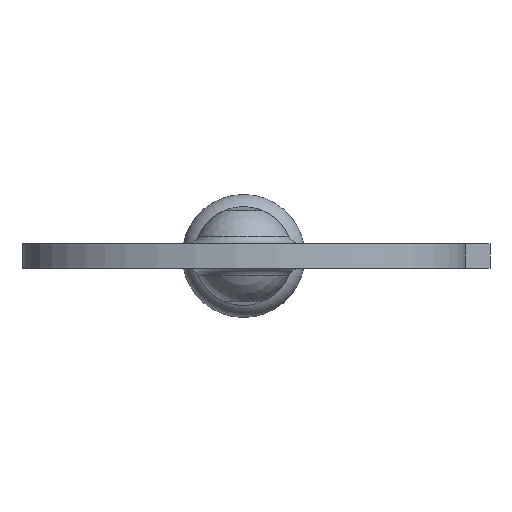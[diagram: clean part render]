
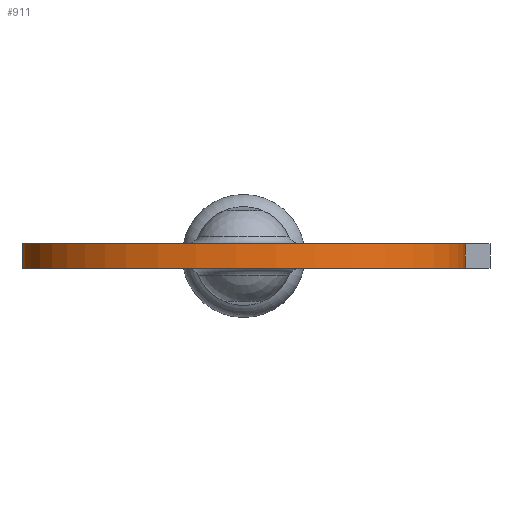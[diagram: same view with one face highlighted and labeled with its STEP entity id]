
A CAD part, left-side view. The second image highlights one B-rep face of the part: STEP entity #911.
In plain terms, the highlighted face is a extrusion surface.
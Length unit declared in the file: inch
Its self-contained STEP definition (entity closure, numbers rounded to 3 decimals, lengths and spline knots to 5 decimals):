
#629=VERTEX_POINT('',#630);
#630=CARTESIAN_POINT('',(1.5261,0.1833,-0.05775));
#636=EDGE_CURVE('',#637,#629,#639,.T.);
#637=VERTEX_POINT('',#638);
#638=CARTESIAN_POINT('',(1.5261,0.1833,0.10225));
#639=B_SPLINE_CURVE_WITH_KNOTS('',3,(#640,#641,#642,#643,#644,#645,#646,
#647,#648,#649,#650,#651,#652,#653,#654,#655,#656,#657,#658,#659,#660,#661,
#662,#663,#664,#665,#666,#667,#668,#669,#670,#671,#672,#673),.UNSPECIFIED.,
.T.,.F.,(2,2,2,2,2,2,2,2,2,2,2,2,2,2,2,2,2,2,2),(-0.0625,0.,0.0625,
0.125,0.1875,0.25,0.3125,0.375,0.4375,0.5,0.5625,0.625,0.6875,0.75,0.8125,
0.875,0.9375,1.,1.0625),.UNIFORM_KNOTS.);
#640=CARTESIAN_POINT('',(1.52763,0.17274,0.12645));
#641=CARTESIAN_POINT('',(1.52457,0.19387,0.07804));
#642=CARTESIAN_POINT('',(1.52365,0.1995,0.05194));
#643=CARTESIAN_POINT('',(1.5235,0.20043,-0.00034));
#644=CARTESIAN_POINT('',(1.52431,0.19556,-0.0271));
#645=CARTESIAN_POINT('',(1.52712,0.17638,-0.07558));
#646=CARTESIAN_POINT('',(1.52914,0.16185,-0.09809));
#647=CARTESIAN_POINT('',(1.53321,0.12569,-0.13548));
#648=CARTESIAN_POINT('',(1.53526,0.1037,-0.15075));
#649=CARTESIAN_POINT('',(1.53822,0.05586,-0.17156));
#650=CARTESIAN_POINT('',(1.53912,0.02977,-0.17726));
#651=CARTESIAN_POINT('',(1.53927,-0.02275,-0.17818));
#652=CARTESIAN_POINT('',(1.53851,-0.04885,-0.17348));
#653=CARTESIAN_POINT('',(1.53572,-0.09793,-0.15412));
#654=CARTESIAN_POINT('',(1.53375,-0.12017,-0.13975));
#655=CARTESIAN_POINT('',(1.52967,-0.15775,-0.10344));
#656=CARTESIAN_POINT('',(1.52759,-0.17296,-0.0815));
#657=CARTESIAN_POINT('',(1.52459,-0.19377,-0.03372));
#658=CARTESIAN_POINT('',(1.52365,-0.19949,-0.00747));
#659=CARTESIAN_POINT('',(1.5235,-0.20044,0.04468));
#660=CARTESIAN_POINT('',(1.52428,-0.19569,0.07111));
#661=CARTESIAN_POINT('',(1.52709,-0.17659,0.11971));
#662=CARTESIAN_POINT('',(1.5291,-0.16223,0.14211));
#663=CARTESIAN_POINT('',(1.53319,-0.12585,0.17988));
#664=CARTESIAN_POINT('',(1.53523,-0.10418,0.19499));
#665=CARTESIAN_POINT('',(1.53822,-0.05588,0.21608));
#666=CARTESIAN_POINT('',(1.53912,-0.02995,0.22172));
#667=CARTESIAN_POINT('',(1.53927,0.02247,0.2227));
#668=CARTESIAN_POINT('',(1.53851,0.04881,0.21794));
#669=CARTESIAN_POINT('',(1.53576,0.09735,0.19889));
#670=CARTESIAN_POINT('',(1.53377,0.11991,0.18441));
#671=CARTESIAN_POINT('',(1.52971,0.1574,0.14835));
#672=CARTESIAN_POINT('',(1.52763,0.17274,0.12645));
#673=CARTESIAN_POINT('',(1.52457,0.19387,0.07804));
#709=VERTEX_POINT('',#710);
#710=CARTESIAN_POINT('',(1.5261,-0.1833,0.10225));
#716=EDGE_CURVE('',#717,#709,#719,.T.);
#717=VERTEX_POINT('',#718);
#718=CARTESIAN_POINT('',(1.5261,-0.1833,-0.05775));
#719=B_SPLINE_CURVE_WITH_KNOTS('',3,(#720,#721,#722,#723,#724,#725,#726,
#727,#728,#729,#730,#731,#732,#733,#734,#735,#736,#737,#738,#739,#740,#741,
#742,#743,#744,#745,#746,#747,#748,#749),.UNSPECIFIED.,.T.,.F.,(2,2,2,2,
2,2,2,2,2,2,2,2,2,2,2,2,2),(-0.125,0.,0.0625,0.125,0.25,0.3125,0.375,0.4375,
0.5,0.5625,0.625,0.6875,0.75,0.8125,0.875,1.,1.0625),.UNIFORM_KNOTS.);
#720=CARTESIAN_POINT('',(1.52658,-0.18043,-0.07894));
#721=CARTESIAN_POINT('',(1.52355,-0.20026,-0.00216));
#722=CARTESIAN_POINT('',(1.52331,-0.20172,0.0242));
#723=CARTESIAN_POINT('',(1.52446,-0.19433,0.07639));
#724=CARTESIAN_POINT('',(1.52587,-0.18538,0.10177));
#725=CARTESIAN_POINT('',(1.53132,-0.14509,0.16961));
#726=CARTESIAN_POINT('',(1.53631,-0.10028,0.20306));
#727=CARTESIAN_POINT('',(1.53923,-0.02405,0.22252));
#728=CARTESIAN_POINT('',(1.53946,0.00265,0.22393));
#729=CARTESIAN_POINT('',(1.53832,0.05435,0.21648));
#730=CARTESIAN_POINT('',(1.53694,0.07964,0.20754));
#731=CARTESIAN_POINT('',(1.5334,0.12441,0.18099));
#732=CARTESIAN_POINT('',(1.53121,0.14433,0.16312));
#733=CARTESIAN_POINT('',(1.52729,0.17561,0.12145));
#734=CARTESIAN_POINT('',(1.52555,0.18718,0.09742));
#735=CARTESIAN_POINT('',(1.52355,0.20023,0.04662));
#736=CARTESIAN_POINT('',(1.5233,0.20173,0.02017));
#737=CARTESIAN_POINT('',(1.52447,0.19426,-0.03218));
#738=CARTESIAN_POINT('',(1.52586,0.18543,-0.05714));
#739=CARTESIAN_POINT('',(1.52947,0.15876,-0.10217));
#740=CARTESIAN_POINT('',(1.53166,0.14095,-0.12202));
#741=CARTESIAN_POINT('',(1.53555,0.09932,-0.15329));
#742=CARTESIAN_POINT('',(1.53726,0.07515,-0.16492));
#743=CARTESIAN_POINT('',(1.53921,0.02469,-0.17793));
#744=CARTESIAN_POINT('',(1.53946,-0.00213,-0.17944));
#745=CARTESIAN_POINT('',(1.53834,-0.05386,-0.17213));
#746=CARTESIAN_POINT('',(1.53698,-0.07905,-0.16333));
#747=CARTESIAN_POINT('',(1.53164,-0.14678,-0.12337));
#748=CARTESIAN_POINT('',(1.52658,-0.18043,-0.07894));
#749=CARTESIAN_POINT('',(1.52355,-0.20026,-0.00216));
#911=ADVANCED_FACE('',(#920),#919,.F.);
#912=ELLIPSE('',#913,0.9,0.625);
#913=AXIS2_PLACEMENT_3D('',#914,#915,#916);
#914=CARTESIAN_POINT('',(0.9142,0.,0.07225));
#915=DIRECTION('',(0.,0.,1.));
#916=DIRECTION('',(0.,1.,0.));
#917=VECTOR('',#918,1.);
#918=DIRECTION('',(0.,0.,-1.));
#919=SURFACE_OF_LINEAR_EXTRUSION('',#912,#917);
#920=FACE_BOUND('',#921,.T.);
#921=EDGE_LOOP('',(#922,#933,#942,#943,#952,#961,#970,#971));
#922=ORIENTED_EDGE('',*,*,#923,.F.);
#923=EDGE_CURVE('',#924,#926,#928,.T.);
#924=VERTEX_POINT('',#925);
#925=CARTESIAN_POINT('',(1.51861,0.22913,0.07225));
#926=VERTEX_POINT('',#927);
#927=CARTESIAN_POINT('',(1.51861,-0.22913,0.07225));
#928=ELLIPSE('',#929,0.9,0.625);
#929=AXIS2_PLACEMENT_3D('',#930,#931,#932);
#930=CARTESIAN_POINT('',(0.9142,0.,0.07225));
#931=DIRECTION('',(0.,0.,1.));
#932=DIRECTION('',(0.,1.,0.));
#933=ORIENTED_EDGE('',*,*,#934,.T.);
#934=EDGE_CURVE('',#924,#637,#935,.T.);
#935=B_SPLINE_CURVE_WITH_KNOTS('',3,(#936,#937,#938,#939,#940,#941),.UNSPECIFIED.,
.F.,.F.,(4,2,4),(0.,0.5,1.),.UNIFORM_KNOTS.);
#936=CARTESIAN_POINT('',(1.51861,0.22913,0.07225));
#937=CARTESIAN_POINT('',(1.52037,0.21946,0.07225));
#938=CARTESIAN_POINT('',(1.52198,0.20995,0.07508));
#939=CARTESIAN_POINT('',(1.52456,0.19381,0.08557));
#940=CARTESIAN_POINT('',(1.52553,0.18723,0.09325));
#941=CARTESIAN_POINT('',(1.5261,0.1833,0.10225));
#942=ORIENTED_EDGE('',*,*,#636,.T.);
#943=ORIENTED_EDGE('',*,*,#944,.T.);
#944=EDGE_CURVE('',#629,#945,#947,.T.);
#945=VERTEX_POINT('',#946);
#946=CARTESIAN_POINT('',(1.51861,0.22913,-0.02775));
#947=B_SPLINE_CURVE_WITH_KNOTS('',3,(#948,#949,#950,#951),.UNSPECIFIED.,
.F.,.F.,(4,4),(0.,1.),.UNIFORM_KNOTS.);
#948=CARTESIAN_POINT('',(1.5261,0.1833,-0.05775));
#949=CARTESIAN_POINT('',(1.52497,0.19116,-0.03976));
#950=CARTESIAN_POINT('',(1.52214,0.20979,-0.02775));
#951=CARTESIAN_POINT('',(1.51861,0.22913,-0.02775));
#952=ORIENTED_EDGE('',*,*,#953,.T.);
#953=EDGE_CURVE('',#945,#954,#956,.T.);
#954=VERTEX_POINT('',#955);
#955=CARTESIAN_POINT('',(1.51861,-0.22913,-0.02775));
#956=ELLIPSE('',#957,0.9,0.625);
#957=AXIS2_PLACEMENT_3D('',#958,#959,#960);
#958=CARTESIAN_POINT('',(0.9142,0.,-0.02775));
#959=DIRECTION('',(0.,0.,1.));
#960=DIRECTION('',(0.,1.,0.));
#961=ORIENTED_EDGE('',*,*,#962,.T.);
#962=EDGE_CURVE('',#954,#717,#963,.T.);
#963=B_SPLINE_CURVE_WITH_KNOTS('',3,(#964,#965,#966,#967,#968,#969),.UNSPECIFIED.,
.F.,.F.,(4,2,4),(0.,0.5,1.),.UNIFORM_KNOTS.);
#964=CARTESIAN_POINT('',(1.51861,-0.22913,-0.02775));
#965=CARTESIAN_POINT('',(1.52037,-0.21946,-0.02775));
#966=CARTESIAN_POINT('',(1.52198,-0.20995,-0.03059));
#967=CARTESIAN_POINT('',(1.52456,-0.19381,-0.04108));
#968=CARTESIAN_POINT('',(1.52553,-0.18723,-0.04876));
#969=CARTESIAN_POINT('',(1.5261,-0.1833,-0.05775));
#970=ORIENTED_EDGE('',*,*,#716,.T.);
#971=ORIENTED_EDGE('',*,*,#972,.T.);
#972=EDGE_CURVE('',#709,#926,#973,.T.);
#973=B_SPLINE_CURVE_WITH_KNOTS('',3,(#974,#975,#976,#977),.UNSPECIFIED.,
.F.,.F.,(4,4),(0.,1.),.UNIFORM_KNOTS.);
#974=CARTESIAN_POINT('',(1.5261,-0.1833,0.10225));
#975=CARTESIAN_POINT('',(1.52497,-0.19116,0.08425));
#976=CARTESIAN_POINT('',(1.52214,-0.20979,0.07225));
#977=CARTESIAN_POINT('',(1.51861,-0.22913,0.07225));
